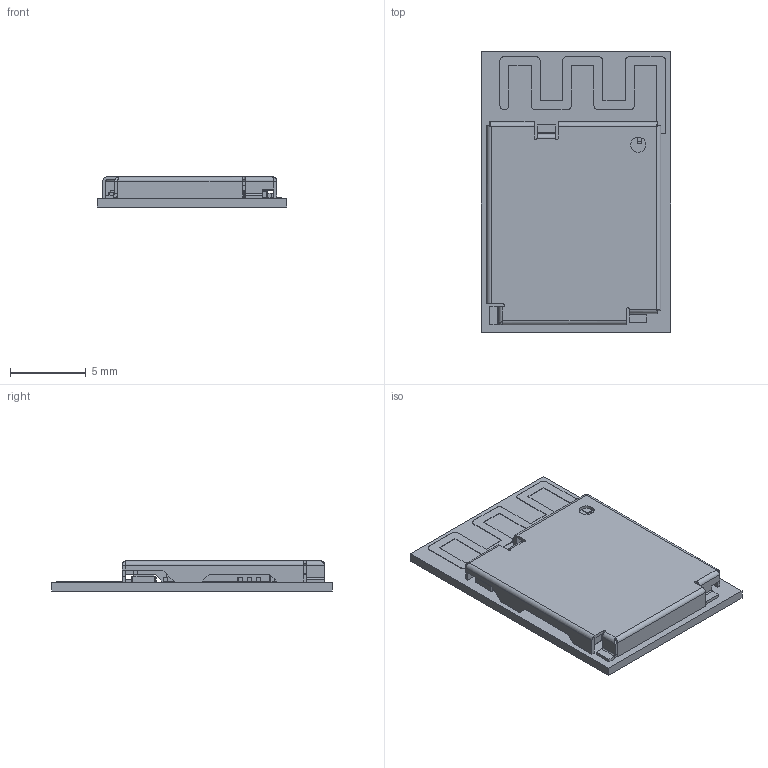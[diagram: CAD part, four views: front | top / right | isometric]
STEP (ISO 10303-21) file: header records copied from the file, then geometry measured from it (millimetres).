
FILE_DESCRIPTION(('Open CASCADE Model'),'2;1');
FILE_NAME('Open CASCADE Shape Model','2019-06-26T17:32:58',('Author'),( 'Open CASCADE'),'Open CASCADE STEP processor 6.8','Open CASCADE 6.8' ,'Unknown');
FILE_SCHEMA(('AUTOMOTIVE_DESIGN { 1 0 10303 214 1 1 1 1 }'));
Length unit declared in the file: millimetre
Products named in the file (50): PCB; Board; R3; 0201; C4; 6073159104; R2; A1; ANT-2.4G-16; C20; 0402; C12; U1; 6073160640; Open_CASCADE_STEP_translator_6.8_9.1; Body; Open_CASCADE_STEP_translator_6.8_9.2.1; pinShape; Y2; 2012crystal; Y1; epson2016; L4; L3; L2; 0603; L1; C23; C22; C21; C18; C17; C16; C15; C14; C13; 6073158528; C11; 6073158720; C10 ...
Assembly tree (254 placements, depth 5):
  PCB
    Board
    R3
      0201
    C4
      6073159104
    R2
      0201
    A1
      ANT-2.4G-16
    C20
      0402
    C12
      0201
    U1
      6073160640
        Open_CASCADE_STEP_translator_6.8_9.1
        Body
          Open_CASCADE_STEP_translator_6.8_9.2.1
        pinShape  x184
    Y2
      2012crystal
    Y1
      epson2016
    L4
      0201
    L3
      0201
    L2
      0603
    L1
      0201
    C23
      0201
    C22
      0402
    C21
      0201
    C18
      0402
    C17
      0201
    C16
      0201
    C15
      0201
    C14
      0201
    C13
      6073158528
    C11
      6073158720
    C10
      0201
    C9
      0201
    C8
      6073158720
    C7
      0201
Bounding box: 12.5 x 18.5 x 1.99 mm (x, y, z)
Volume: 223.6 mm3; surface area: 1139.2 mm2
Topology: 218 solids, 219 shells, 2027 faces, 4028 edges, 2267 vertices
Faces by surface type: plane 985, cylinder 810, bspline 200, sphere 32
Full cylindrical faces by diameter (mm): 0.25 x184, 0.5 x2, 0.887 x1
Entity records: 19359 total; most frequent: CARTESIAN_POINT 3627, DIRECTION 2960, ORIENTED_EDGE 2349, EDGE_CURVE 1175, AXIS2_PLACEMENT_3D 1072, LINE 816, VECTOR 816, VERTEX_POINT 701
